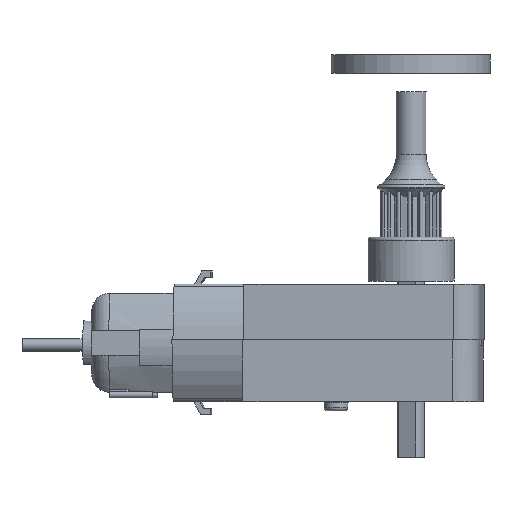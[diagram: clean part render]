
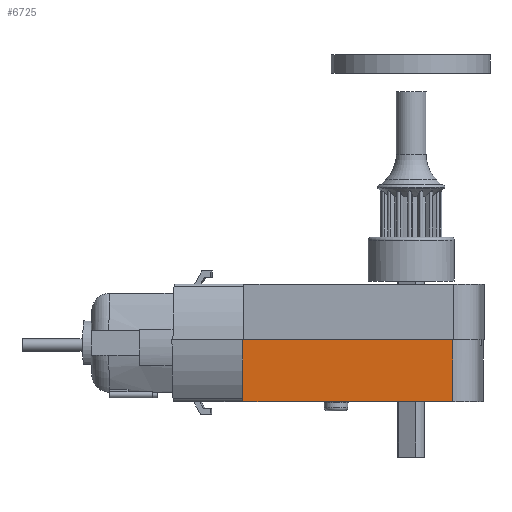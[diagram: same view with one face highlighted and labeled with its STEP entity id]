
A CAD part, front view. The second image highlights one B-rep face of the part: STEP entity #6725.
In plain terms, the highlighted face is planar.
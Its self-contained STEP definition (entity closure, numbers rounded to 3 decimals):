
#447=FACE_OUTER_BOUND('',#822,.T.);
#822=EDGE_LOOP('',(#4832,#4833,#4834,#4835));
#1298=LINE('',#10289,#1957);
#1322=LINE('',#10351,#1981);
#1323=LINE('',#10353,#1982);
#1324=LINE('',#10354,#1983);
#1957=VECTOR('',#8137,1000.);
#1981=VECTOR('',#8195,1000.);
#1982=VECTOR('',#8196,1000.);
#1983=VECTOR('',#8197,1000.);
#2897=VERTEX_POINT('',#10286);
#2898=VERTEX_POINT('',#10288);
#2919=VERTEX_POINT('',#10350);
#2920=VERTEX_POINT('',#10352);
#3617=EDGE_CURVE('',#2897,#2898,#1298,.T.);
#3650=EDGE_CURVE('',#2919,#2898,#1322,.T.);
#3651=EDGE_CURVE('',#2920,#2897,#1323,.T.);
#3652=EDGE_CURVE('',#2920,#2919,#1324,.T.);
#4832=ORIENTED_EDGE('',*,*,#3650,.T.);
#4833=ORIENTED_EDGE('',*,*,#3617,.F.);
#4834=ORIENTED_EDGE('',*,*,#3651,.F.);
#4835=ORIENTED_EDGE('',*,*,#3652,.T.);
#6470=PLANE('',#7238);
#6725=ADVANCED_FACE('',(#447),#6470,.F.);
#7238=AXIS2_PLACEMENT_3D('',#10349,#8193,#8194);
#8137=DIRECTION('',(1.,0.,0.));
#8193=DIRECTION('center_axis',(0.,1.,0.));
#8194=DIRECTION('ref_axis',(-1.,0.,0.));
#8195=DIRECTION('',(0.,0.,1.));
#8196=DIRECTION('',(0.,0.,1.));
#8197=DIRECTION('',(1.,0.,0.));
#10286=CARTESIAN_POINT('',(-23.452,-10.006,-16.314));
#10288=CARTESIAN_POINT('',(10.548,-10.006,-16.314));
#10289=CARTESIAN_POINT('',(-6.452,-10.006,-16.314));
#10349=CARTESIAN_POINT('Origin',(14.548,-10.006,-26.314));
#10350=CARTESIAN_POINT('',(10.548,-10.006,-26.314));
#10351=CARTESIAN_POINT('',(10.548,-10.006,-21.314));
#10352=CARTESIAN_POINT('',(-23.452,-10.006,-26.314));
#10353=CARTESIAN_POINT('',(-23.452,-10.006,-21.314));
#10354=CARTESIAN_POINT('',(-6.452,-10.006,-26.314));
